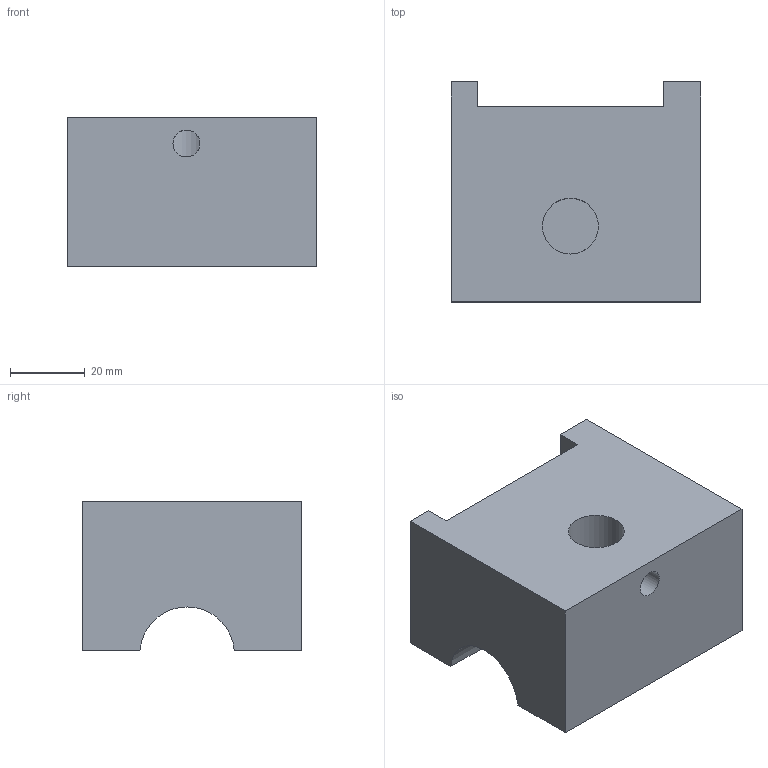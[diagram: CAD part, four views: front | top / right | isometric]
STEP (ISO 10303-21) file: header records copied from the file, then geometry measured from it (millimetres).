
FILE_DESCRIPTION( ( '' ), ' ' );
FILE_NAME( '5c9b2d226ff7551675868b7c.step', '2019-03-27T07:58:27', ( '' ), ( '' ), ' ', ' ', ' ' );
FILE_SCHEMA( ( 'AUTOMOTIVE_DESIGN { 1 0 10303 214 1 1 1 1 }' ) );
Length unit declared in the file: metre
Products named in the file (1): MT02.0254.0011
Bounding box: 67 x 59 x 40 mm (x, y, z)
Volume: 125911 mm3; surface area: 19256.7 mm2
Topology: 1 solids, 1 shells, 15 faces, 36 edges, 24 vertices
Faces by surface type: plane 12, cylinder 3
Full cylindrical faces by diameter (mm): 7.2 x1, 15 x1
Entity records: 628 total; most frequent: CARTESIAN_POINT 139, DIRECTION 70, ORIENTED_EDGE 68, EDGE_CURVE 34, LINE 28, VECTOR 28, VERTEX_POINT 24, AXIS2_PLACEMENT_3D 21
